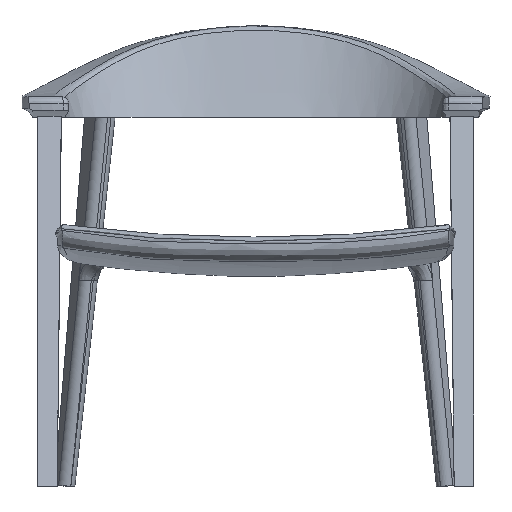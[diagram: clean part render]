
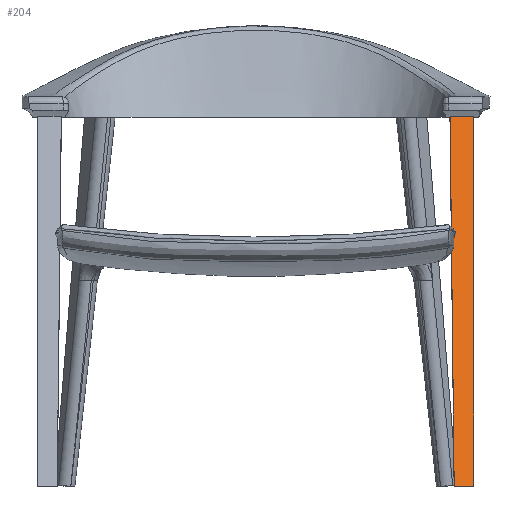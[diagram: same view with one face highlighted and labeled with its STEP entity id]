
A CAD part, front view. The second image highlights one B-rep face of the part: STEP entity #204.
In plain terms, the highlighted planar face has unit normal (0.003, -0.93, 0.367).
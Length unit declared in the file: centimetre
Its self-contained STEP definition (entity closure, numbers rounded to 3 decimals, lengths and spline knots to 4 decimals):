
#204=ADVANCED_FACE('',(#340),#2272,.T.);
#340=FACE_OUTER_BOUND('',#476,.T.);
#476=EDGE_LOOP('',(#650,#651,#652,#653));
#650=ORIENTED_EDGE('',*,*,#1335,.F.);
#651=ORIENTED_EDGE('',*,*,#1346,.T.);
#652=ORIENTED_EDGE('',*,*,#1332,.F.);
#653=ORIENTED_EDGE('',*,*,#1340,.T.);
#1332=EDGE_CURVE('',#1984,#1985,#1690,.T.);
#1335=EDGE_CURVE('',#1987,#1988,#1693,.T.);
#1340=EDGE_CURVE('',#1984,#1988,#1698,.T.);
#1346=EDGE_CURVE('',#1987,#1985,#1704,.T.);
#1690=B_SPLINE_CURVE_WITH_KNOTS('',3,(#2693,#2694,#2695,#2696),
 .UNSPECIFIED.,.F.,.F.,(4,4),(-86.1514,-57.5214),
 .UNSPECIFIED.);
#1693=B_SPLINE_CURVE_WITH_KNOTS('',3,(#2705,#2706,#2707,#2708),
 .UNSPECIFIED.,.F.,.F.,(4,4),(-50.1891,-15.1383),
 .UNSPECIFIED.);
#1698=B_SPLINE_CURVE_WITH_KNOTS('',3,(#2757,#2758,#2759,#2760),
 .UNSPECIFIED.,.F.,.F.,(4,4),(95.4772,683.1215),
 .UNSPECIFIED.);
#1704=B_SPLINE_CURVE_WITH_KNOTS('',3,(#2807,#2808,#2809,#2810,#2811,#2812,
#2813,#2814,#2815,#2816),.UNSPECIFIED.,.F.,.F.,(4,3,3,4),(-683.2568,
-503.0935,-467.7801,-95.5832),.UNSPECIFIED.);
#1984=VERTEX_POINT('',#2677);
#1985=VERTEX_POINT('',#2678);
#1987=VERTEX_POINT('',#2680);
#1988=VERTEX_POINT('',#2681);
#2272=PLANE('',#2362);
#2362=AXIS2_PLACEMENT_3D('',#2667,#2429,$);
#2429=DIRECTION('',(0.003,-0.93,0.367));
#2667=CARTESIAN_POINT('',(64.4682,25.1278,63.743));
#2677=CARTESIAN_POINT('',(62.9624,0.0043,0.));
#2678=CARTESIAN_POINT('',(60.0994,-0.0043,0.));
#2680=CARTESIAN_POINT('',(59.4961,21.5387,54.673));
#2681=CARTESIAN_POINT('',(63.0012,21.549,54.6725));
#2693=CARTESIAN_POINT('',(62.9624,0.0043,0.));
#2694=CARTESIAN_POINT('',(62.0081,0.0014,0.));
#2695=CARTESIAN_POINT('',(61.0537,-0.0014,0.));
#2696=CARTESIAN_POINT('',(60.0994,-0.0043,0.));
#2705=CARTESIAN_POINT('',(59.4961,21.5387,54.673));
#2706=CARTESIAN_POINT('',(60.6645,21.5421,54.6728));
#2707=CARTESIAN_POINT('',(61.8329,21.5456,54.6727));
#2708=CARTESIAN_POINT('',(63.0012,21.549,54.6725));
#2757=CARTESIAN_POINT('',(62.9624,0.0043,0.));
#2758=CARTESIAN_POINT('',(62.9753,7.1859,18.2242));
#2759=CARTESIAN_POINT('',(62.9883,14.3674,36.4483));
#2760=CARTESIAN_POINT('',(63.0012,21.549,54.6725));
#2807=CARTESIAN_POINT('',(59.4961,21.5387,54.673));
#2808=CARTESIAN_POINT('',(59.5578,19.3372,49.086));
#2809=CARTESIAN_POINT('',(59.6194,17.1357,43.4989));
#2810=CARTESIAN_POINT('',(59.6811,14.9342,37.9119));
#2811=CARTESIAN_POINT('',(59.6932,14.5027,36.8168));
#2812=CARTESIAN_POINT('',(59.7053,14.0712,35.7217));
#2813=CARTESIAN_POINT('',(59.7173,13.6397,34.6266));
#2814=CARTESIAN_POINT('',(59.8447,9.0917,23.0844));
#2815=CARTESIAN_POINT('',(59.972,4.5437,11.5422));
#2816=CARTESIAN_POINT('',(60.0994,-0.0043,0.));
